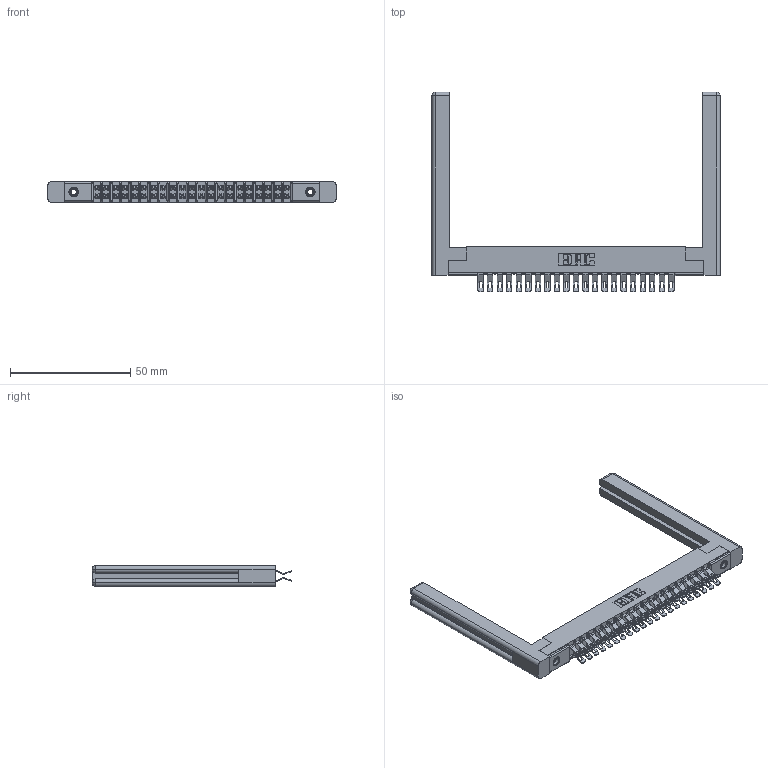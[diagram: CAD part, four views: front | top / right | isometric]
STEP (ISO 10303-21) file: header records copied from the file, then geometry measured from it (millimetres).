
FILE_DESCRIPTION (( 'STEP AP203' ), '1' );
FILE_NAME ('307-042-555-258.STEP', '2019-09-06T06:47:52', ( '' ), ( '' ), 'SwSTEP 2.0', 'SolidWorks 2016', '' );
FILE_SCHEMA (( 'CONFIG_CONTROL_DESIGN' ));
Length unit declared in the file: inch
Products named in the file (5): 307 Part_.156 Dia Mounting Holes; 345-250-001_345-250-001-102; 307-220-058; 307-042-555-258; 307-290-001_555
Assembly tree (47 placements, depth 2):
  307-042-555-258
    307 Part_.156 Dia Mounting Holes
    307-290-001_555  x42
    307-220-058  x2
    345-250-001_345-250-001-102  x2
Bounding box: 119.84 x 83.06 x 8.71 mm (x, y, z)
Volume: 15650.5 mm3; surface area: 19794.6 mm2
Topology: 47 solids, 47 shells, 2844 faces, 8279 edges, 5390 vertices
Faces by surface type: plane 1582, cylinder 1194, sphere 44, torus 12, cone 12
Entity records: 24434 total; most frequent: CARTESIAN_POINT 4028, ORIENTED_EDGE 3934, DIRECTION 3919, EDGE_CURVE 1967, VECTOR 1485, LINE 1485, VERTEX_POINT 1272, AXIS2_PLACEMENT_3D 1217
